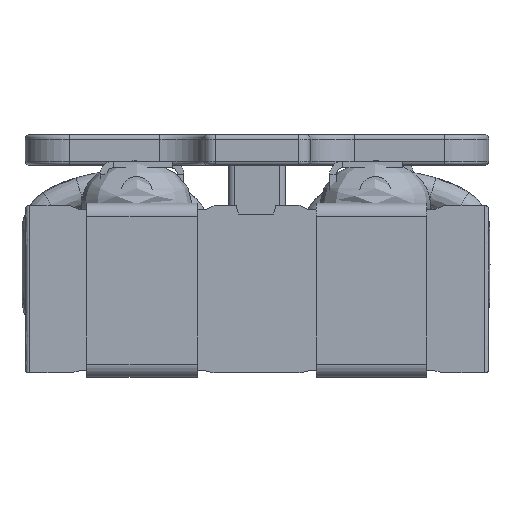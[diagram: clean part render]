
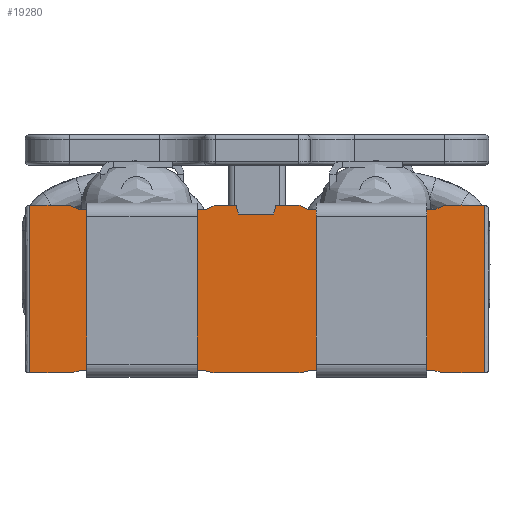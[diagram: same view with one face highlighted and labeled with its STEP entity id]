
A CAD part, front view. The second image highlights one B-rep face of the part: STEP entity #19280.
In plain terms, the highlighted free-form (B-spline) face has degree [1, 1] with [2, 2] control points.
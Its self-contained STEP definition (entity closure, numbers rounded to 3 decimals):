
#18595=CARTESIAN_POINT('',(-12.549,-5.75,-5.1));
#18596=VERTEX_POINT('',#18595);
#18602=CARTESIAN_POINT('',(-12.774,-5.75,-5.15));
#18603=VERTEX_POINT('',#18602);
#18604=CARTESIAN_POINT('',(-12.774,-5.75,-5.15));
#18605=CARTESIAN_POINT('',(-12.549,-5.75,-5.1));
#18606=B_SPLINE_CURVE_WITH_KNOTS('',1,(#18604,#18605),.POLYLINE_FORM.,.F.,.U.,(2,2),(0.,1.),.UNSPECIFIED.);
#18607=EDGE_CURVE('',#18603,#18596,#18606,.T.);
#18629=CARTESIAN_POINT('',(-9.699,-5.75,-5.1));
#18630=VERTEX_POINT('',#18629);
#18636=CARTESIAN_POINT('',(-12.549,-5.75,-5.1));
#18637=CARTESIAN_POINT('',(-9.699,-5.75,-5.1));
#18638=B_SPLINE_CURVE_WITH_KNOTS('',1,(#18636,#18637),.POLYLINE_FORM.,.F.,.U.,(2,2),(0.,1.),.UNSPECIFIED.);
#18639=EDGE_CURVE('',#18596,#18630,#18638,.T.);
#18664=CARTESIAN_POINT('',(-9.474,-5.75,-5.15));
#18665=VERTEX_POINT('',#18664);
#18671=CARTESIAN_POINT('',(-9.699,-5.75,-5.1));
#18672=CARTESIAN_POINT('',(-9.474,-5.75,-5.15));
#18673=B_SPLINE_CURVE_WITH_KNOTS('',1,(#18671,#18672),.POLYLINE_FORM.,.F.,.U.,(2,2),(0.,1.),.UNSPECIFIED.);
#18674=EDGE_CURVE('',#18630,#18665,#18673,.T.);
#18685=CARTESIAN_POINT('',(-7.574,-5.75,-5.15));
#18686=VERTEX_POINT('',#18685);
#18687=CARTESIAN_POINT('',(-9.474,-5.75,-5.15));
#18688=CARTESIAN_POINT('',(-7.574,-5.75,-5.15));
#18689=B_SPLINE_CURVE_WITH_KNOTS('',1,(#18687,#18688),.POLYLINE_FORM.,.F.,.U.,(2,2),(0.,1.),.UNSPECIFIED.);
#18690=EDGE_CURVE('',#18665,#18686,#18689,.T.);
#18727=CARTESIAN_POINT('',(-7.349,-5.75,-5.1));
#18728=VERTEX_POINT('',#18727);
#18729=CARTESIAN_POINT('',(-7.574,-5.75,-5.15));
#18730=CARTESIAN_POINT('',(-7.349,-5.75,-5.1));
#18731=B_SPLINE_CURVE_WITH_KNOTS('',1,(#18729,#18730),.POLYLINE_FORM.,.F.,.U.,(2,2),(0.,1.),.UNSPECIFIED.);
#18732=EDGE_CURVE('',#18686,#18728,#18731,.T.);
#18769=CARTESIAN_POINT('',(-4.499,-5.75,-5.1));
#18770=VERTEX_POINT('',#18769);
#18776=CARTESIAN_POINT('',(-7.349,-5.75,-5.1));
#18777=CARTESIAN_POINT('',(-4.499,-5.75,-5.1));
#18778=B_SPLINE_CURVE_WITH_KNOTS('',1,(#18776,#18777),.POLYLINE_FORM.,.F.,.U.,(2,2),(0.,1.),.UNSPECIFIED.);
#18779=EDGE_CURVE('',#18728,#18770,#18778,.T.);
#18797=CARTESIAN_POINT('',(-4.274,-5.75,-5.15));
#18798=VERTEX_POINT('',#18797);
#18804=CARTESIAN_POINT('',(-4.499,-5.75,-5.1));
#18805=CARTESIAN_POINT('',(-4.274,-5.75,-5.15));
#18806=B_SPLINE_CURVE_WITH_KNOTS('',1,(#18804,#18805),.POLYLINE_FORM.,.F.,.U.,(2,2),(0.,1.),.UNSPECIFIED.);
#18807=EDGE_CURVE('',#18770,#18798,#18806,.T.);
#18827=CARTESIAN_POINT('',(-4.499,-5.75,-1.45));
#18828=VERTEX_POINT('',#18827);
#18834=CARTESIAN_POINT('',(-4.274,-5.75,-1.35));
#18835=VERTEX_POINT('',#18834);
#18836=CARTESIAN_POINT('',(-4.274,-5.75,-1.35));
#18837=CARTESIAN_POINT('',(-4.499,-5.75,-1.45));
#18838=B_SPLINE_CURVE_WITH_KNOTS('',1,(#18836,#18837),.POLYLINE_FORM.,.F.,.U.,(2,2),(0.,1.),.UNSPECIFIED.);
#18839=EDGE_CURVE('',#18835,#18828,#18838,.T.);
#18861=CARTESIAN_POINT('',(-7.349,-5.75,-1.45));
#18862=VERTEX_POINT('',#18861);
#18868=CARTESIAN_POINT('',(-4.499,-5.75,-1.45));
#18869=CARTESIAN_POINT('',(-7.349,-5.75,-1.45));
#18870=B_SPLINE_CURVE_WITH_KNOTS('',1,(#18868,#18869),.POLYLINE_FORM.,.F.,.U.,(2,2),(0.,1.),.UNSPECIFIED.);
#18871=EDGE_CURVE('',#18828,#18862,#18870,.T.);
#18896=CARTESIAN_POINT('',(-7.574,-5.75,-1.35));
#18897=VERTEX_POINT('',#18896);
#18903=CARTESIAN_POINT('',(-7.349,-5.75,-1.45));
#18904=CARTESIAN_POINT('',(-7.574,-5.75,-1.35));
#18905=B_SPLINE_CURVE_WITH_KNOTS('',1,(#18903,#18904),.POLYLINE_FORM.,.F.,.U.,(2,2),(0.,1.),.UNSPECIFIED.);
#18906=EDGE_CURVE('',#18862,#18897,#18905,.T.);
#18932=CARTESIAN_POINT('',(-8.098,-5.75,-1.35));
#18933=VERTEX_POINT('',#18932);
#18939=CARTESIAN_POINT('',(-7.574,-5.75,-1.35));
#18940=CARTESIAN_POINT('',(-8.098,-5.75,-1.35));
#18941=B_SPLINE_CURVE_WITH_KNOTS('',1,(#18939,#18940),.POLYLINE_FORM.,.F.,.U.,(2,2),(0.,0.276),.UNSPECIFIED.);
#18942=EDGE_CURVE('',#18897,#18933,#18941,.T.);
#18954=CARTESIAN_POINT('',(-8.148,-5.75,-1.55));
#18955=VERTEX_POINT('',#18954);
#18967=CARTESIAN_POINT('',(-8.148,-5.75,-1.55));
#18968=CARTESIAN_POINT('',(-8.098,-5.75,-1.35));
#18969=B_SPLINE_CURVE_WITH_KNOTS('',1,(#18967,#18968),.POLYLINE_FORM.,.F.,.U.,(2,2),(0.333,0.351),.UNSPECIFIED.);
#18970=EDGE_CURVE('',#18955,#18933,#18969,.T.);
#18982=CARTESIAN_POINT('',(-8.948,-5.75,-1.55));
#18983=VERTEX_POINT('',#18982);
#18995=CARTESIAN_POINT('',(-8.948,-5.75,-1.55));
#18996=CARTESIAN_POINT('',(-8.148,-5.75,-1.55));
#18997=B_SPLINE_CURVE_WITH_KNOTS('',1,(#18995,#18996),.POLYLINE_FORM.,.F.,.U.,(2,2),(0.466,0.538),.UNSPECIFIED.);
#18998=EDGE_CURVE('',#18983,#18955,#18997,.T.);
#19010=CARTESIAN_POINT('',(-8.998,-5.75,-1.35));
#19011=VERTEX_POINT('',#19010);
#19023=CARTESIAN_POINT('',(-8.998,-5.75,-1.35));
#19024=CARTESIAN_POINT('',(-8.948,-5.75,-1.55));
#19025=B_SPLINE_CURVE_WITH_KNOTS('',1,(#19023,#19024),.POLYLINE_FORM.,.F.,.U.,(2,2),(0.65,0.668),.UNSPECIFIED.);
#19026=EDGE_CURVE('',#19011,#18983,#19025,.T.);
#19036=CARTESIAN_POINT('',(-9.474,-5.75,-1.35));
#19037=VERTEX_POINT('',#19036);
#19038=CARTESIAN_POINT('',(-8.998,-5.75,-1.35));
#19039=CARTESIAN_POINT('',(-9.474,-5.75,-1.35));
#19040=B_SPLINE_CURVE_WITH_KNOTS('',1,(#19038,#19039),.POLYLINE_FORM.,.F.,.U.,(2,2),(0.749,1.),.UNSPECIFIED.);
#19041=EDGE_CURVE('',#19011,#19037,#19040,.T.);
#19071=CARTESIAN_POINT('',(-9.699,-5.75,-1.45));
#19072=VERTEX_POINT('',#19071);
#19073=CARTESIAN_POINT('',(-9.474,-5.75,-1.35));
#19074=CARTESIAN_POINT('',(-9.699,-5.75,-1.45));
#19075=B_SPLINE_CURVE_WITH_KNOTS('',1,(#19073,#19074),.POLYLINE_FORM.,.F.,.U.,(2,2),(0.,1.),.UNSPECIFIED.);
#19076=EDGE_CURVE('',#19037,#19072,#19075,.T.);
#19113=CARTESIAN_POINT('',(-12.549,-5.75,-1.45));
#19114=VERTEX_POINT('',#19113);
#19120=CARTESIAN_POINT('',(-9.699,-5.75,-1.45));
#19121=CARTESIAN_POINT('',(-12.549,-5.75,-1.45));
#19122=B_SPLINE_CURVE_WITH_KNOTS('',1,(#19120,#19121),.POLYLINE_FORM.,.F.,.U.,(2,2),(0.,1.),.UNSPECIFIED.);
#19123=EDGE_CURVE('',#19072,#19114,#19122,.T.);
#19141=CARTESIAN_POINT('',(-12.774,-5.75,-1.35));
#19142=VERTEX_POINT('',#19141);
#19148=CARTESIAN_POINT('',(-12.549,-5.75,-1.45));
#19149=CARTESIAN_POINT('',(-12.774,-5.75,-1.35));
#19150=B_SPLINE_CURVE_WITH_KNOTS('',1,(#19148,#19149),.POLYLINE_FORM.,.F.,.U.,(2,2),(0.,1.),.UNSPECIFIED.);
#19151=EDGE_CURVE('',#19114,#19142,#19150,.T.);
#19217=CARTESIAN_POINT('',(-2.749,-5.75,-0.825));
#19218=CARTESIAN_POINT('',(-2.749,-5.75,-12.375));
#19219=CARTESIAN_POINT('',(-14.299,-5.75,-0.825));
#19220=CARTESIAN_POINT('',(-14.299,-5.75,-12.375));
#19221=B_SPLINE_SURFACE_WITH_KNOTS('',1,1,((#19217,#19218),(#19219,#19220)),.PLANE_SURF.,.F.,.F.,.U.,(2,2),(2,2),(0.,1.),(0.,1.),.UNSPECIFIED.);
#19222=CARTESIAN_POINT('',(-13.674,-5.75,-1.35));
#19223=VERTEX_POINT('',#19222);
#19224=CARTESIAN_POINT('',(-13.674,-5.75,-5.15));
#19225=VERTEX_POINT('',#19224);
#19226=CARTESIAN_POINT('',(-13.674,-5.75,-1.35));
#19227=CARTESIAN_POINT('',(-13.674,-5.75,-5.15));
#19228=B_SPLINE_CURVE_WITH_KNOTS('',1,(#19226,#19227),.POLYLINE_FORM.,.F.,.U.,(2,2),(0.,1.),.UNSPECIFIED.);
#19229=EDGE_CURVE('',#19223,#19225,#19228,.T.);
#19230=ORIENTED_EDGE('',*,*,#19229,.T.);
#19231=CARTESIAN_POINT('',(-13.674,-5.75,-5.15));
#19232=CARTESIAN_POINT('',(-12.774,-5.75,-5.15));
#19233=B_SPLINE_CURVE_WITH_KNOTS('',1,(#19231,#19232),.POLYLINE_FORM.,.F.,.U.,(2,2),(0.1,1.),.UNSPECIFIED.);
#19234=EDGE_CURVE('',#19225,#18603,#19233,.T.);
#19235=ORIENTED_EDGE('',*,*,#19234,.T.);
#19236=ORIENTED_EDGE('',*,*,#18607,.T.);
#19237=ORIENTED_EDGE('',*,*,#18639,.T.);
#19238=ORIENTED_EDGE('',*,*,#18674,.T.);
#19239=ORIENTED_EDGE('',*,*,#18690,.T.);
#19240=ORIENTED_EDGE('',*,*,#18732,.T.);
#19241=ORIENTED_EDGE('',*,*,#18779,.T.);
#19242=ORIENTED_EDGE('',*,*,#18807,.T.);
#19243=CARTESIAN_POINT('',(-3.374,-5.75,-5.15));
#19244=VERTEX_POINT('',#19243);
#19245=CARTESIAN_POINT('',(-4.274,-5.75,-5.15));
#19246=CARTESIAN_POINT('',(-3.374,-5.75,-5.15));
#19247=B_SPLINE_CURVE_WITH_KNOTS('',1,(#19245,#19246),.POLYLINE_FORM.,.F.,.U.,(2,2),(0.,0.9),.UNSPECIFIED.);
#19248=EDGE_CURVE('',#18798,#19244,#19247,.T.);
#19249=ORIENTED_EDGE('',*,*,#19248,.T.);
#19250=CARTESIAN_POINT('',(-3.374,-5.75,-1.35));
#19251=VERTEX_POINT('',#19250);
#19252=CARTESIAN_POINT('',(-3.374,-5.75,-5.15));
#19253=CARTESIAN_POINT('',(-3.374,-5.75,-1.35));
#19254=B_SPLINE_CURVE_WITH_KNOTS('',1,(#19252,#19253),.POLYLINE_FORM.,.F.,.U.,(2,2),(0.,1.),.UNSPECIFIED.);
#19255=EDGE_CURVE('',#19244,#19251,#19254,.T.);
#19256=ORIENTED_EDGE('',*,*,#19255,.T.);
#19257=CARTESIAN_POINT('',(-3.374,-5.75,-1.35));
#19258=CARTESIAN_POINT('',(-4.274,-5.75,-1.35));
#19259=B_SPLINE_CURVE_WITH_KNOTS('',1,(#19257,#19258),.POLYLINE_FORM.,.F.,.U.,(2,2),(0.1,1.),.UNSPECIFIED.);
#19260=EDGE_CURVE('',#19251,#18835,#19259,.T.);
#19261=ORIENTED_EDGE('',*,*,#19260,.T.);
#19262=ORIENTED_EDGE('',*,*,#18839,.T.);
#19263=ORIENTED_EDGE('',*,*,#18871,.T.);
#19264=ORIENTED_EDGE('',*,*,#18906,.T.);
#19265=ORIENTED_EDGE('',*,*,#18942,.T.);
#19266=ORIENTED_EDGE('',*,*,#18970,.F.);
#19267=ORIENTED_EDGE('',*,*,#18998,.F.);
#19268=ORIENTED_EDGE('',*,*,#19026,.F.);
#19269=ORIENTED_EDGE('',*,*,#19041,.T.);
#19270=ORIENTED_EDGE('',*,*,#19076,.T.);
#19271=ORIENTED_EDGE('',*,*,#19123,.T.);
#19272=ORIENTED_EDGE('',*,*,#19151,.T.);
#19273=CARTESIAN_POINT('',(-12.774,-5.75,-1.35));
#19274=CARTESIAN_POINT('',(-13.674,-5.75,-1.35));
#19275=B_SPLINE_CURVE_WITH_KNOTS('',1,(#19273,#19274),.POLYLINE_FORM.,.F.,.U.,(2,2),(0.,0.9),.UNSPECIFIED.);
#19276=EDGE_CURVE('',#19142,#19223,#19275,.T.);
#19277=ORIENTED_EDGE('',*,*,#19276,.T.);
#19278=EDGE_LOOP('',(#19230,#19235,#19236,#19237,#19238,#19239,#19240,#19241,#19242,#19249,#19256,#19261,#19262,#19263,#19264,#19265,#19266,#19267,#19268,#19269,#19270,#19271,#19272,#19277));
#19279=FACE_OUTER_BOUND('',#19278,.T.);
#19280=ADVANCED_FACE('',(#19279),#19221,.T.);
